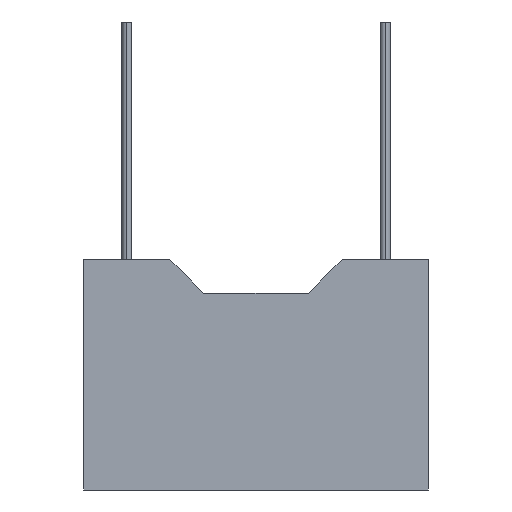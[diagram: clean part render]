
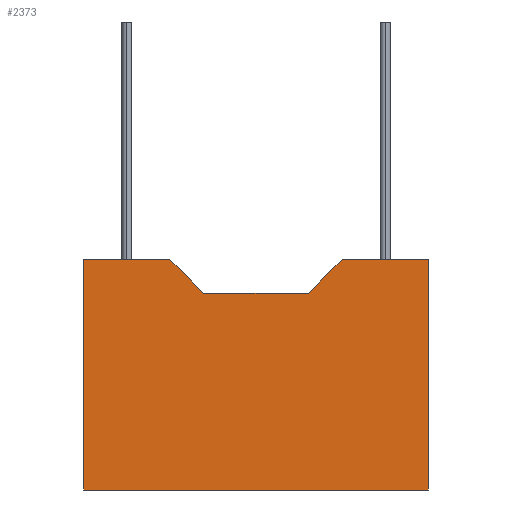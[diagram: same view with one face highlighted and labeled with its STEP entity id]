
A CAD part, left-side view. The second image highlights one B-rep face of the part: STEP entity #2373.
In plain terms, the highlighted planar face has unit normal (-1, 0, 0).
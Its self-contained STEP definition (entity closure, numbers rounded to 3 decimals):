
#88 = CARTESIAN_POINT ( 'NONE',  ( -12.7, -2.54, 0. ) ) ;
#154 = EDGE_CURVE ( 'NONE', #1723, #2189, #4101, .T. ) ;
#192 = EDGE_CURVE ( 'NONE', #3428, #1723, #5109, .T. ) ;
#275 = ORIENTED_EDGE ( 'NONE', *, *, #2452, .F. ) ;
#350 = VECTOR ( 'NONE', #1541, 1000. ) ;
#423 = ORIENTED_EDGE ( 'NONE', *, *, #2838, .F. ) ;
#799 = CARTESIAN_POINT ( 'NONE',  ( -12.7, 2.54, 0. ) ) ;
#810 = FACE_OUTER_BOUND ( 'NONE', #1621, .T. ) ;
#887 = EDGE_CURVE ( 'NONE', #2658, #1189, #4471, .T. ) ;
#931 = DIRECTION ( 'NONE',  ( 0., 0., 1. ) ) ;
#993 = DIRECTION ( 'NONE',  ( 0., -1., 0. ) ) ;
#1189 = VERTEX_POINT ( 'NONE', #5708 ) ;
#1199 = ORIENTED_EDGE ( 'NONE', *, *, #887, .F. ) ;
#1310 = ORIENTED_EDGE ( 'NONE', *, *, #154, .T. ) ;
#1541 = DIRECTION ( 'NONE',  ( 0., -1., 0. ) ) ;
#1585 = VECTOR ( 'NONE', #3230, 1000. ) ;
#1621 = EDGE_LOOP ( 'NONE', ( #1199, #423, #275, #5273, #1310, #2133, #3912, #1905 ) ) ;
#1653 = VECTOR ( 'NONE', #931, 1000. ) ;
#1723 = VERTEX_POINT ( 'NONE', #5045 ) ;
#1738 = PLANE ( 'NONE',  #2771 ) ;
#1790 = LINE ( 'NONE', #4613, #1653 ) ;
#1796 = VERTEX_POINT ( 'NONE', #2769 ) ;
#1856 = CARTESIAN_POINT ( 'NONE',  ( -12.7, 5.08, -6.8 ) ) ;
#1862 = EDGE_CURVE ( 'NONE', #5584, #1796, #5720, .T. ) ;
#1905 = ORIENTED_EDGE ( 'NONE', *, *, #4332, .F. ) ;
#2055 = VECTOR ( 'NONE', #3657, 1000. ) ;
#2133 = ORIENTED_EDGE ( 'NONE', *, *, #3843, .F. ) ;
#2166 = VECTOR ( 'NONE', #3303, 1000. ) ;
#2189 = VERTEX_POINT ( 'NONE', #5835 ) ;
#2245 = DIRECTION ( 'NONE',  ( -1., 0., 0. ) ) ;
#2256 = CARTESIAN_POINT ( 'NONE',  ( -12.7, 5.08, 0. ) ) ;
#2270 = VERTEX_POINT ( 'NONE', #3571 ) ;
#2373 = ADVANCED_FACE ( 'NONE', ( #810 ), #1738, .T. ) ;
#2452 = EDGE_CURVE ( 'NONE', #3428, #2270, #1790, .T. ) ;
#2658 = VERTEX_POINT ( 'NONE', #799 ) ;
#2766 = CARTESIAN_POINT ( 'NONE',  ( -12.7, 2.54, 0. ) ) ;
#2769 = CARTESIAN_POINT ( 'NONE',  ( -12.7, -2.54, 0. ) ) ;
#2771 = AXIS2_PLACEMENT_3D ( 'NONE', #5016, #2245, #5467 ) ;
#2780 = LINE ( 'NONE', #4299, #350 ) ;
#2803 = CARTESIAN_POINT ( 'NONE',  ( -12.7, -5.08, -6.8 ) ) ;
#2838 = EDGE_CURVE ( 'NONE', #2270, #2658, #3868, .T. ) ;
#3230 = DIRECTION ( 'NONE',  ( 0., -1., 0. ) ) ;
#3303 = DIRECTION ( 'NONE',  ( 0., -0.707, 0.707 ) ) ;
#3428 = VERTEX_POINT ( 'NONE', #1856 ) ;
#3432 = LINE ( 'NONE', #5144, #5746 ) ;
#3571 = CARTESIAN_POINT ( 'NONE',  ( -12.7, 5.08, 0. ) ) ;
#3657 = DIRECTION ( 'NONE',  ( 0., -1., 0. ) ) ;
#3730 = CARTESIAN_POINT ( 'NONE',  ( -12.7, 5.08, -6.8 ) ) ;
#3843 = EDGE_CURVE ( 'NONE', #1796, #2189, #3432, .T. ) ;
#3868 = LINE ( 'NONE', #2256, #2055 ) ;
#3912 = ORIENTED_EDGE ( 'NONE', *, *, #1862, .F. ) ;
#4101 = LINE ( 'NONE', #2803, #4890 ) ;
#4299 = CARTESIAN_POINT ( 'NONE',  ( -12.7, 1.54, -1. ) ) ;
#4322 = VECTOR ( 'NONE', #5522, 1000. ) ;
#4332 = EDGE_CURVE ( 'NONE', #1189, #5584, #2780, .T. ) ;
#4471 = LINE ( 'NONE', #2766, #4322 ) ;
#4613 = CARTESIAN_POINT ( 'NONE',  ( -12.7, 5.08, -6.8 ) ) ;
#4890 = VECTOR ( 'NONE', #5117, 1000. ) ;
#5016 = CARTESIAN_POINT ( 'NONE',  ( -12.7, 5.08, -6.8 ) ) ;
#5045 = CARTESIAN_POINT ( 'NONE',  ( -12.7, -5.08, -6.8 ) ) ;
#5047 = CARTESIAN_POINT ( 'NONE',  ( -12.7, -1.54, -1. ) ) ;
#5109 = LINE ( 'NONE', #3730, #1585 ) ;
#5117 = DIRECTION ( 'NONE',  ( 0., 0., 1. ) ) ;
#5144 = CARTESIAN_POINT ( 'NONE',  ( -12.7, 5.08, 0. ) ) ;
#5273 = ORIENTED_EDGE ( 'NONE', *, *, #192, .T. ) ;
#5467 = DIRECTION ( 'NONE',  ( 0., -1., 0. ) ) ;
#5522 = DIRECTION ( 'NONE',  ( 0., -0.707, -0.707 ) ) ;
#5584 = VERTEX_POINT ( 'NONE', #5047 ) ;
#5708 = CARTESIAN_POINT ( 'NONE',  ( -12.7, 1.54, -1. ) ) ;
#5720 = LINE ( 'NONE', #88, #2166 ) ;
#5746 = VECTOR ( 'NONE', #993, 1000. ) ;
#5835 = CARTESIAN_POINT ( 'NONE',  ( -12.7, -5.08, 0. ) ) ;
